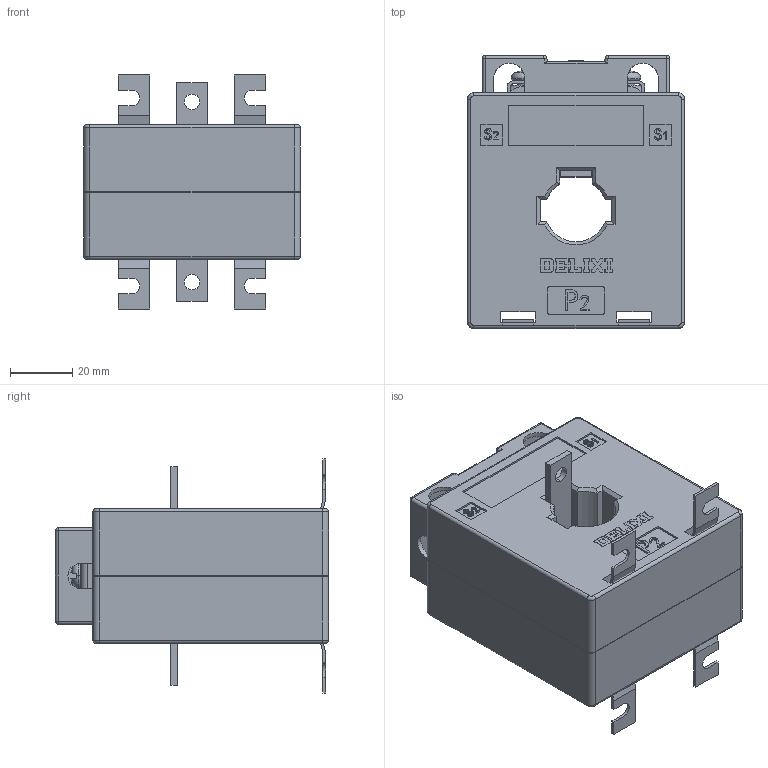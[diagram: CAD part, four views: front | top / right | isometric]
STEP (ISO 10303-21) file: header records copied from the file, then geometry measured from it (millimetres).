
FILE_DESCRIPTION (( 'STEP AP203' ), '1' );
FILE_NAME ('20装配体超声波.STEP', '2023-12-21T05:49:38', ( '微软用户' ), ( '微软中国' ), 'SwSTEP 2.0', 'SolidWorks 2019', '' );
FILE_SCHEMA (( 'CONFIG_CONTROL_DESIGN' ));
Length unit declared in the file: millimetre
Products named in the file (9): 諉盄蹟佪3; 20P2 -2; 錨璃1; 20P1 -2; 裔陔; 肣И璃5x10臏; 20蚾饜极閉汒疏; 諉盄啣; 錨璃2
Assembly tree (12 placements, depth 2):
  20蚾饜极閉汒疏
    20P1 -2
    20P2 -2
    裔陔
    肣И璃5x10臏  x2
    諉盄啣  x2
    諉盄蹟佪3  x2
    錨璃2
    錨璃1  x2
Bounding box: 69.5 x 87.5 x 75 mm (x, y, z)
Volume: 59654.4 mm3; surface area: 69777.7 mm2
Topology: 12 solids, 12 shells, 1214 faces, 3297 edges, 2146 vertices
Faces by surface type: plane 887, cylinder 180, bspline 85, torus 24, cone 22, sphere 16
Entity records: 41006 total; most frequent: CARTESIAN_POINT 12186, ORIENTED_EDGE 6042, DIRECTION 5263, EDGE_CURVE 3021, VECTOR 2441, LINE 2441, VERTEX_POINT 1978, AXIS2_PLACEMENT_3D 1411
